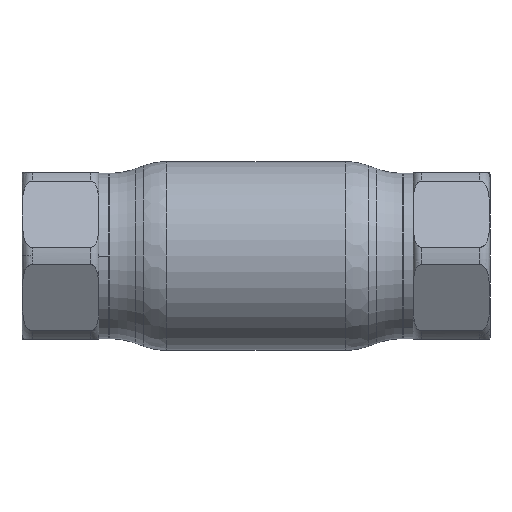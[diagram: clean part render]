
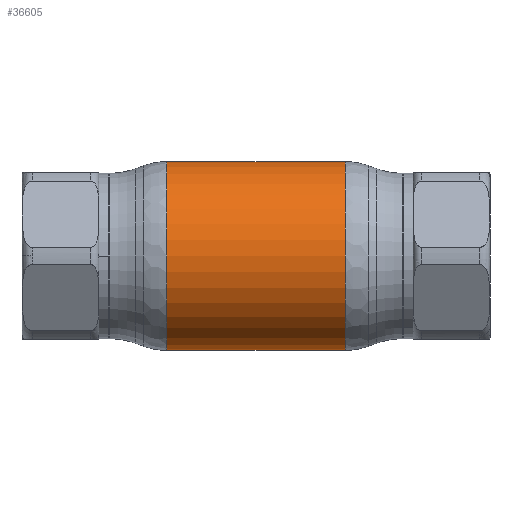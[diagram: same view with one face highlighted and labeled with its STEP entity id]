
A CAD part, front view. The second image highlights one B-rep face of the part: STEP entity #36605.
In plain terms, the highlighted cylindrical face has radius 28.25 mm (diameter 56.5 mm), a partial arc.
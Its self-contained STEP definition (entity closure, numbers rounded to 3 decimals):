
#5 = AXIS2_PLACEMENT_3D ( 'NONE', #14936, #36747, #31686 ) ;
#2464 = EDGE_LOOP ( 'NONE', ( #52958, #55179, #8054, #52221 ) ) ;
#4800 = VERTEX_POINT ( 'NONE', #29056 ) ;
#7766 = FACE_OUTER_BOUND ( 'NONE', #2464, .T. ) ;
#8054 = ORIENTED_EDGE ( 'NONE', *, *, #46903, .T. ) ;
#8522 = LINE ( 'NONE', #34907, #23150 ) ;
#9051 = CARTESIAN_POINT ( 'NONE',  ( -62.69, 0., -28.25 ) ) ;
#11458 = CARTESIAN_POINT ( 'NONE',  ( -62.69, 0., 0. ) ) ;
#12742 = DIRECTION ( 'NONE',  ( -1., 0., 0. ) ) ;
#14367 = AXIS2_PLACEMENT_3D ( 'NONE', #15910, #24421, #40589 ) ;
#14936 = CARTESIAN_POINT ( 'NONE',  ( -26.673, 0., 0. ) ) ;
#15910 = CARTESIAN_POINT ( 'NONE',  ( 26.673, 0., 0. ) ) ;
#15967 = EDGE_CURVE ( 'NONE', #21581, #53049, #34291, .T. ) ;
#16297 = DIRECTION ( 'NONE',  ( 0., 0., 1. ) ) ;
#16572 = CYLINDRICAL_SURFACE ( 'NONE', #32584, 28.25 ) ;
#18987 = CARTESIAN_POINT ( 'NONE',  ( 26.673, 0., 28.25 ) ) ;
#20215 = CARTESIAN_POINT ( 'NONE',  ( -26.673, 0., 28.25 ) ) ;
#21581 = VERTEX_POINT ( 'NONE', #49359 ) ;
#23150 = VECTOR ( 'NONE', #39458, 1000. ) ;
#24421 = DIRECTION ( 'NONE',  ( -1., 0., 0. ) ) ;
#25220 = VECTOR ( 'NONE', #12742, 1000. ) ;
#29056 = CARTESIAN_POINT ( 'NONE',  ( -26.673, 0., -28.25 ) ) ;
#30644 = LINE ( 'NONE', #9051, #25220 ) ;
#31686 = DIRECTION ( 'NONE',  ( 0., 0., 1. ) ) ;
#32584 = AXIS2_PLACEMENT_3D ( 'NONE', #11458, #55201, #16297 ) ;
#34291 = CIRCLE ( 'NONE', #14367, 28.25 ) ;
#34907 = CARTESIAN_POINT ( 'NONE',  ( -62.69, 0., 28.25 ) ) ;
#36605 = ADVANCED_FACE ( 'NONE', ( #7766 ), #16572, .T. ) ;
#36747 = DIRECTION ( 'NONE',  ( -1., 0., 0. ) ) ;
#39458 = DIRECTION ( 'NONE',  ( -1., 0., 0. ) ) ;
#40032 = EDGE_CURVE ( 'NONE', #4800, #45414, #46304, .T. ) ;
#40589 = DIRECTION ( 'NONE',  ( 0., 0., 1. ) ) ;
#45414 = VERTEX_POINT ( 'NONE', #20215 ) ;
#46304 = CIRCLE ( 'NONE', #5, 28.25 ) ;
#46903 = EDGE_CURVE ( 'NONE', #53049, #45414, #8522, .T. ) ;
#49359 = CARTESIAN_POINT ( 'NONE',  ( 26.673, 0., -28.25 ) ) ;
#51914 = EDGE_CURVE ( 'NONE', #21581, #4800, #30644, .T. ) ;
#52221 = ORIENTED_EDGE ( 'NONE', *, *, #40032, .F. ) ;
#52958 = ORIENTED_EDGE ( 'NONE', *, *, #51914, .F. ) ;
#53049 = VERTEX_POINT ( 'NONE', #18987 ) ;
#55179 = ORIENTED_EDGE ( 'NONE', *, *, #15967, .T. ) ;
#55201 = DIRECTION ( 'NONE',  ( -1., 0., 0. ) ) ;
